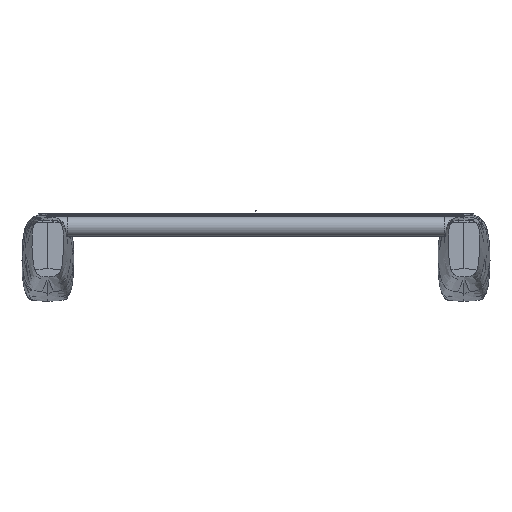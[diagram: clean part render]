
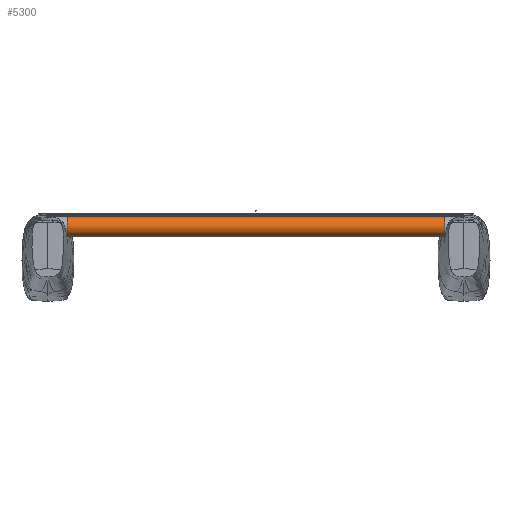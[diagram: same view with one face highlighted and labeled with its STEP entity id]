
A CAD part, left-side view. The second image highlights one B-rep face of the part: STEP entity #5300.
In plain terms, the highlighted cylindrical face has radius 51 mm (diameter 102 mm), a full revolution.
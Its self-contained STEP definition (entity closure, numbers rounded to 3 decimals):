
#13=FACE_BOUND('',#842,.T.);
#19=ELLIPSE('',#5620,150.783,51.);
#20=ELLIPSE('',#5621,150.783,51.);
#549=FACE_OUTER_BOUND('',#841,.T.);
#841=EDGE_LOOP('',(#4247,#4248,#4249,#4250));
#842=EDGE_LOOP('',(#4251,#4252,#4253,#4254,#4255,#4256));
#1469=LINE('',#7922,#2049);
#1470=LINE('',#7928,#2050);
#1471=LINE('',#7934,#2051);
#2049=VECTOR('',#6334,51.);
#2050=VECTOR('',#6339,1000.);
#2051=VECTOR('',#6344,1000.);
#2332=CIRCLE('',#5616,51.);
#2333=CIRCLE('',#5617,51.);
#2334=CIRCLE('',#5618,22.455);
#2335=CIRCLE('',#5619,22.221);
#2553=VERTEX_POINT('',#7919);
#2554=VERTEX_POINT('',#7921);
#2555=VERTEX_POINT('',#7924);
#2556=VERTEX_POINT('',#7925);
#2557=VERTEX_POINT('',#7927);
#2558=VERTEX_POINT('',#7929);
#2559=VERTEX_POINT('',#7931);
#2560=VERTEX_POINT('',#7933);
#3167=EDGE_CURVE('',#2553,#2553,#2332,.T.);
#3168=EDGE_CURVE('',#2553,#2554,#1469,.T.);
#3169=EDGE_CURVE('',#2554,#2554,#2333,.T.);
#3170=EDGE_CURVE('',#2555,#2556,#2334,.T.);
#3171=EDGE_CURVE('',#2555,#2557,#1470,.T.);
#3172=EDGE_CURVE('',#2557,#2558,#2335,.T.);
#3173=EDGE_CURVE('',#2559,#2558,#19,.T.);
#3174=EDGE_CURVE('',#2560,#2559,#1471,.T.);
#3175=EDGE_CURVE('',#2560,#2556,#20,.T.);
#4247=ORIENTED_EDGE('',*,*,#3167,.T.);
#4248=ORIENTED_EDGE('',*,*,#3168,.T.);
#4249=ORIENTED_EDGE('',*,*,#3169,.F.);
#4250=ORIENTED_EDGE('',*,*,#3168,.F.);
#4251=ORIENTED_EDGE('',*,*,#3170,.F.);
#4252=ORIENTED_EDGE('',*,*,#3171,.T.);
#4253=ORIENTED_EDGE('',*,*,#3172,.T.);
#4254=ORIENTED_EDGE('',*,*,#3173,.F.);
#4255=ORIENTED_EDGE('',*,*,#3174,.F.);
#4256=ORIENTED_EDGE('',*,*,#3175,.T.);
#5167=CYLINDRICAL_SURFACE('',#5615,51.);
#5300=ADVANCED_FACE('',(#549,#13),#5167,.T.);
#5615=AXIS2_PLACEMENT_3D('',#7918,#6330,#6331);
#5616=AXIS2_PLACEMENT_3D('',#7920,#6332,#6333);
#5617=AXIS2_PLACEMENT_3D('',#7923,#6335,#6336);
#5618=AXIS2_PLACEMENT_3D('',#7926,#6337,#6338);
#5619=AXIS2_PLACEMENT_3D('',#7930,#6340,#6341);
#5620=AXIS2_PLACEMENT_3D('',#7932,#6342,#6343);
#5621=AXIS2_PLACEMENT_3D('',#7935,#6345,#6346);
#6330=DIRECTION('center_axis',(0.,-1.,0.));
#6331=DIRECTION('ref_axis',(0.,0.,-1.));
#6332=DIRECTION('center_axis',(0.,1.,0.));
#6333=DIRECTION('ref_axis',(0.,0.,-1.));
#6334=DIRECTION('',(0.,1.,0.));
#6335=DIRECTION('center_axis',(0.,1.,0.));
#6336=DIRECTION('ref_axis',(0.,0.,1.));
#6337=DIRECTION('center_axis',(-0.938,-0.346,0.));
#6338=DIRECTION('ref_axis',(0.313,-0.849,0.425));
#6339=DIRECTION('',(0.,-1.,0.));
#6340=DIRECTION('center_axis',(-0.938,-0.346,0.));
#6341=DIRECTION('ref_axis',(0.316,-0.856,0.409));
#6342=DIRECTION('center_axis',(-0.941,0.338,0.));
#6343=DIRECTION('ref_axis',(0.338,0.941,0.));
#6344=DIRECTION('',(0.,-1.,0.));
#6345=DIRECTION('center_axis',(-0.941,0.338,0.));
#6346=DIRECTION('ref_axis',(0.338,0.941,0.));
#7918=CARTESIAN_POINT('Origin',(-2288.125,2180.756,187.363));
#7919=CARTESIAN_POINT('',(-2288.125,86.506,238.363));
#7920=CARTESIAN_POINT('Origin',(-2288.125,86.506,187.363));
#7921=CARTESIAN_POINT('',(-2288.125,2036.506,238.363));
#7922=CARTESIAN_POINT('',(-2288.125,2180.756,238.363));
#7923=CARTESIAN_POINT('Origin',(-2288.125,2036.506,187.363));
#7924=CARTESIAN_POINT('',(-2237.686,1118.547,194.903));
#7925=CARTESIAN_POINT('',(-2237.785,1118.815,195.537));
#7926=CARTESIAN_POINT('Origin',(-2244.813,1137.887,185.991));
#7927=CARTESIAN_POINT('',(-2237.686,1104.088,194.903));
#7928=CARTESIAN_POINT('',(-2237.686,2180.756,194.903));
#7929=CARTESIAN_POINT('',(-2237.726,1104.196,195.166));
#7930=CARTESIAN_POINT('Origin',(-2244.739,1123.226,186.086));
#7931=CARTESIAN_POINT('',(-2240.236,1097.212,204.903));
#7932=CARTESIAN_POINT('Origin',(-2288.125,963.971,187.363));
#7933=CARTESIAN_POINT('',(-2240.236,1111.994,204.903));
#7934=CARTESIAN_POINT('',(-2240.236,2180.756,204.903));
#7935=CARTESIAN_POINT('Origin',(-2288.125,978.753,187.363));
